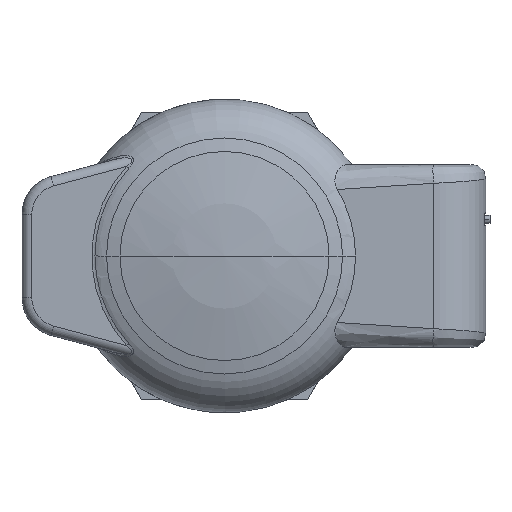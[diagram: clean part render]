
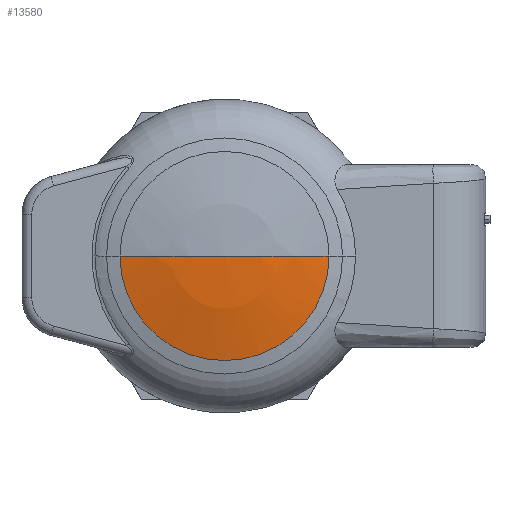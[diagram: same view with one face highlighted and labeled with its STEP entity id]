
A CAD part, front view. The second image highlights one B-rep face of the part: STEP entity #13580.
In plain terms, the highlighted spherical face has radius 34.9 mm.
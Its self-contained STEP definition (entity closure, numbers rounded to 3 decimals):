
#5102=CARTESIAN_POINT('',(0.,29.1,0.));
#5103=DIRECTION('',(0.,0.,1.));
#5104=DIRECTION('',(-0.229,-0.973,0.));
#5105=AXIS2_PLACEMENT_3D('',#5102,#5103,#5104);
#5107=CARTESIAN_POINT('',(0.,29.1,0.));
#5108=DIRECTION('',(0.,0.,-1.));
#5109=DIRECTION('',(0.229,-0.973,0.));
#5110=AXIS2_PLACEMENT_3D('',#5107,#5108,#5109);
#5112=CARTESIAN_POINT('',(0.,-4.871,0.));
#5113=DIRECTION('',(0.,-1.,0.));
#5114=DIRECTION('',(-1.,0.,0.));
#5115=AXIS2_PLACEMENT_3D('',#5112,#5113,#5114);
#7003=CARTESIAN_POINT('',(-8.,-4.871,0.));
#7004=CARTESIAN_POINT('',(0.,-5.8,0.));
#7005=VERTEX_POINT('',#7003);
#7006=VERTEX_POINT('',#7004);
#7007=CARTESIAN_POINT('',(8.,-4.871,0.));
#7008=VERTEX_POINT('',#7007);
#13568=CARTESIAN_POINT('',(0.,29.1,0.));
#13569=DIRECTION('',(0.,1.,0.));
#13570=DIRECTION('',(-1.,0.,0.));
#13571=AXIS2_PLACEMENT_3D('',#13568,#13569,#13570);
#13572=SPHERICAL_SURFACE('',#13571,34.9);
#13574=ORIENTED_EDGE('',*,*,#13573,.T.);
#13576=ORIENTED_EDGE('',*,*,#13575,.F.);
#13577=ORIENTED_EDGE('',*,*,#13550,.F.);
#13578=EDGE_LOOP('',(#13574,#13576,#13577));
#13579=FACE_OUTER_BOUND('',#13578,.F.);
#13580=ADVANCED_FACE('',(#13579),#13572,.T.);
#5106=CIRCLE('',#5105,34.9);
#5111=CIRCLE('',#5110,34.9);
#5116=CIRCLE('',#5115,8.);
#13550=EDGE_CURVE('',#7005,#7008,#5116,.T.);
#13573=EDGE_CURVE('',#7005,#7006,#5106,.T.);
#13575=EDGE_CURVE('',#7008,#7006,#5111,.T.);
